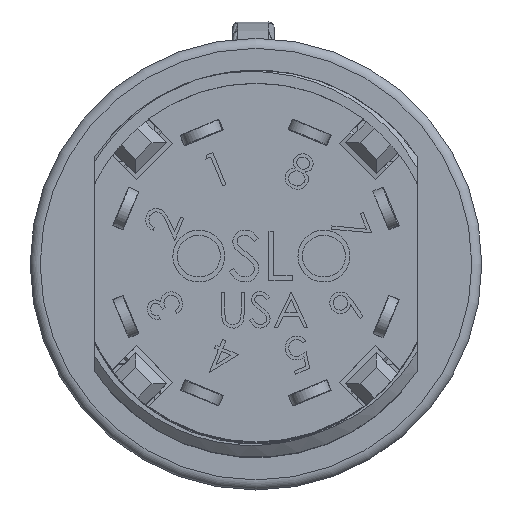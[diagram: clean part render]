
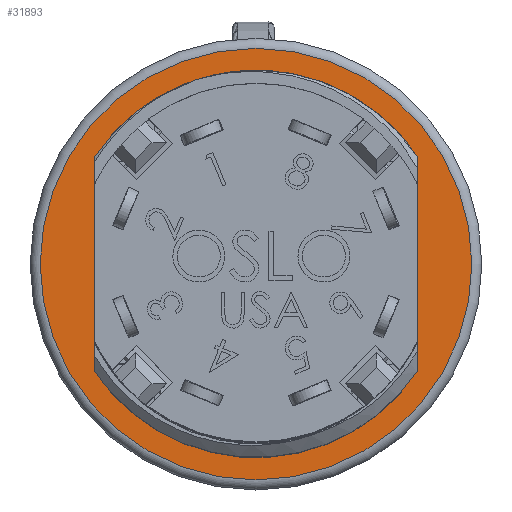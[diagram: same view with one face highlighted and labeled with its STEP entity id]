
A CAD part, top view. The second image highlights one B-rep face of the part: STEP entity #31893.
In plain terms, the highlighted planar face has unit normal (0, 0, 1).
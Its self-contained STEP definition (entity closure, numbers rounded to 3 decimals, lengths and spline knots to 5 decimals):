
#313=FACE_BOUND('',#3023,.T.);
#1475=FACE_OUTER_BOUND('',#3022,.T.);
#3022=EDGE_LOOP('',(#24573));
#3023=EDGE_LOOP('',(#24574,#24575,#24576,#24577,#24578,#24579,#24580));
#3906=CIRCLE('',#33563,0.375);
#3907=CIRCLE('',#33565,0.41807);
#4542=B_SPLINE_CURVE_WITH_KNOTS('',3,(#55170,#55171,#55172,#55173,#55174,
#55175,#55176,#55177,#55178,#55179),.UNSPECIFIED.,.F.,.F.,(4,2,2,2,4),(-1.46816,
-1.07738,-0.68303,-0.34567,0.),.UNSPECIFIED.);
#4547=B_SPLINE_CURVE_WITH_KNOTS('',3,(#56264,#56265,#56266,#56267,#56268,
#56269,#56270,#56271,#56272,#56273),.UNSPECIFIED.,.F.,.F.,(4,2,2,2,4),(-1.32497,
-1.03762,-0.70325,-0.34453,0.),
 .UNSPECIFIED.);
#4571=B_SPLINE_CURVE_WITH_KNOTS('',3,(#63090,#63091,#63092,#63093,#63094,
#63095,#63096,#63097),.UNSPECIFIED.,.F.,.F.,(4,2,2,4),(-0.49912,
-0.37026,-0.24861,0.),
 .UNSPECIFIED.);
#4604=B_SPLINE_CURVE_WITH_KNOTS('',3,(#71194,#71195,#71196,#71197,#71198,
#71199,#71200,#71201),.UNSPECIFIED.,.F.,.F.,(4,2,2,4),(-0.54644,
-0.40644,-0.27314,0.),
 .UNSPECIFIED.);
#6935=LINE('',#54392,#10361);
#7008=LINE('',#72563,#10434);
#10361=VECTOR('',#38682,0.38283);
#10434=VECTOR('',#38921,0.35204);
#13441=VERTEX_POINT('',#54386);
#13442=VERTEX_POINT('',#54391);
#13518=VERTEX_POINT('',#55169);
#13524=VERTEX_POINT('',#56250);
#13525=VERTEX_POINT('',#56256);
#13573=VERTEX_POINT('',#63089);
#13603=VERTEX_POINT('',#71193);
#13604=VERTEX_POINT('',#72561);
#17298=EDGE_CURVE('',#13442,#13441,#6935,.T.);
#17396=EDGE_CURVE('',#13442,#13518,#4542,.T.);
#17407=EDGE_CURVE('',#13525,#13524,#4547,.T.);
#17485=EDGE_CURVE('',#13573,#13441,#4571,.T.);
#17550=EDGE_CURVE('',#13518,#13603,#4604,.T.);
#17554=EDGE_CURVE('',#13573,#13524,#3906,.T.);
#17556=EDGE_CURVE('',#13604,#13604,#3907,.F.);
#17557=EDGE_CURVE('',#13525,#13603,#7008,.T.);
#24573=ORIENTED_EDGE('',*,*,#17556,.T.);
#24574=ORIENTED_EDGE('',*,*,#17396,.F.);
#24575=ORIENTED_EDGE('',*,*,#17298,.T.);
#24576=ORIENTED_EDGE('',*,*,#17485,.F.);
#24577=ORIENTED_EDGE('',*,*,#17554,.T.);
#24578=ORIENTED_EDGE('',*,*,#17407,.F.);
#24579=ORIENTED_EDGE('',*,*,#17557,.T.);
#24580=ORIENTED_EDGE('',*,*,#17550,.F.);
#29040=PLANE('',#33564);
#31893=ADVANCED_FACE('',(#1475,#313),#29040,.F.);
#33563=AXIS2_PLACEMENT_3D('',#71884,#38915,#38916);
#33564=AXIS2_PLACEMENT_3D('',#72560,#38917,#38918);
#33565=AXIS2_PLACEMENT_3D('',#72562,#38919,#38920);
#38682=DIRECTION('',(0.,1.,0.));
#38915=DIRECTION('center_axis',(0.,0.,-1.));
#38916=DIRECTION('ref_axis',(0.,1.,0.));
#38917=DIRECTION('center_axis',(0.,0.,-1.));
#38918=DIRECTION('ref_axis',(0.,1.,0.));
#38919=DIRECTION('center_axis',(0.,0.,-1.));
#38920=DIRECTION('ref_axis',(0.,1.,0.));
#38921=DIRECTION('',(0.,-1.,0.));
#54386=CARTESIAN_POINT('',(-0.88695,-0.14134,0.13429));
#54391=CARTESIAN_POINT('',(-0.88695,-0.52417,0.13429));
#54392=CARTESIAN_POINT('',(-0.88695,-0.52417,0.13429));
#55169=CARTESIAN_POINT('',(-0.41803,-0.65324,0.13429));
#55170=CARTESIAN_POINT('Ctrl Pts',(-0.88695,-0.52417,
0.13429));
#55171=CARTESIAN_POINT('Ctrl Pts',(-0.86476,-0.56008,
0.13429));
#55172=CARTESIAN_POINT('Ctrl Pts',(-0.83644,-0.59182,
0.13429));
#55173=CARTESIAN_POINT('Ctrl Pts',(-0.76985,-0.64433,
0.13429));
#55174=CARTESIAN_POINT('Ctrl Pts',(-0.72804,-0.66774,
0.13429));
#55175=CARTESIAN_POINT('Ctrl Pts',(-0.63553,-0.69348,
0.13429));
#55176=CARTESIAN_POINT('Ctrl Pts',(-0.59102,-0.69721,
0.13429));
#55177=CARTESIAN_POINT('Ctrl Pts',(-0.50187,-0.6879,
0.13429));
#55178=CARTESIAN_POINT('Ctrl Pts',(-0.45808,-0.67453,
0.13429));
#55179=CARTESIAN_POINT('Ctrl Pts',(-0.41803,-0.65324,
0.13429));
#56250=CARTESIAN_POINT('',(-0.74087,-0.00521,0.13429));
#56256=CARTESIAN_POINT('',(-0.26295,-0.15682,0.13429));
#56264=CARTESIAN_POINT('Ctrl Pts',(-0.26295,-0.15682,
0.13429));
#56265=CARTESIAN_POINT('Ctrl Pts',(-0.28456,-0.11824,
0.13429));
#56266=CARTESIAN_POINT('Ctrl Pts',(-0.31305,-0.08393,
0.13429));
#56267=CARTESIAN_POINT('Ctrl Pts',(-0.38653,-0.02265,
0.13429));
#56268=CARTESIAN_POINT('Ctrl Pts',(-0.42986,-0.00077,
0.13429));
#56269=CARTESIAN_POINT('Ctrl Pts',(-0.51658,0.02667,
0.13429));
#56270=CARTESIAN_POINT('Ctrl Pts',(-0.56376,0.0322,
0.13429));
#56271=CARTESIAN_POINT('Ctrl Pts',(-0.6558,0.02546,
0.13429));
#56272=CARTESIAN_POINT('Ctrl Pts',(-0.69991,0.01395,
0.13429));
#56273=CARTESIAN_POINT('Ctrl Pts',(-0.74087,-0.00521,
0.13429));
#63089=CARTESIAN_POINT('',(-0.74626,-0.00792,0.13429));
#63090=CARTESIAN_POINT('Ctrl Pts',(-0.74626,-0.00792,
0.13429));
#63091=CARTESIAN_POINT('Ctrl Pts',(-0.76105,-0.0159,
0.13429));
#63092=CARTESIAN_POINT('Ctrl Pts',(-0.77535,-0.02489,
0.13429));
#63093=CARTESIAN_POINT('Ctrl Pts',(-0.8019,-0.04427,
0.13429));
#63094=CARTESIAN_POINT('Ctrl Pts',(-0.81418,-0.05451,
0.13429));
#63095=CARTESIAN_POINT('Ctrl Pts',(-0.8494,-0.08798,
0.13429));
#63096=CARTESIAN_POINT('Ctrl Pts',(-0.86998,-0.11348,
0.13429));
#63097=CARTESIAN_POINT('Ctrl Pts',(-0.88695,-0.14134,
0.13429));
#71193=CARTESIAN_POINT('',(-0.26295,-0.50887,0.13429));
#71194=CARTESIAN_POINT('Ctrl Pts',(-0.41803,-0.65324,
0.13429));
#71195=CARTESIAN_POINT('Ctrl Pts',(-0.40132,-0.64529,
0.13429));
#71196=CARTESIAN_POINT('Ctrl Pts',(-0.38524,-0.63597,
0.13429));
#71197=CARTESIAN_POINT('Ctrl Pts',(-0.35568,-0.61566,
0.13429));
#71198=CARTESIAN_POINT('Ctrl Pts',(-0.34202,-0.60469,
0.13429));
#71199=CARTESIAN_POINT('Ctrl Pts',(-0.30301,-0.56832,
0.13429));
#71200=CARTESIAN_POINT('Ctrl Pts',(-0.28066,-0.54003,
0.13429));
#71201=CARTESIAN_POINT('Ctrl Pts',(-0.26295,-0.50887,
0.13429));
#71884=CARTESIAN_POINT('Origin',(-0.57495,-0.34151,
0.13429));
#72560=CARTESIAN_POINT('Origin',(-0.57495,-0.34151,
0.13429));
#72561=CARTESIAN_POINT('',(-0.57495,0.07657,0.13429));
#72562=CARTESIAN_POINT('Origin',(-0.57495,-0.34151,
0.13429));
#72563=CARTESIAN_POINT('',(-0.26295,-0.15682,0.13429));
